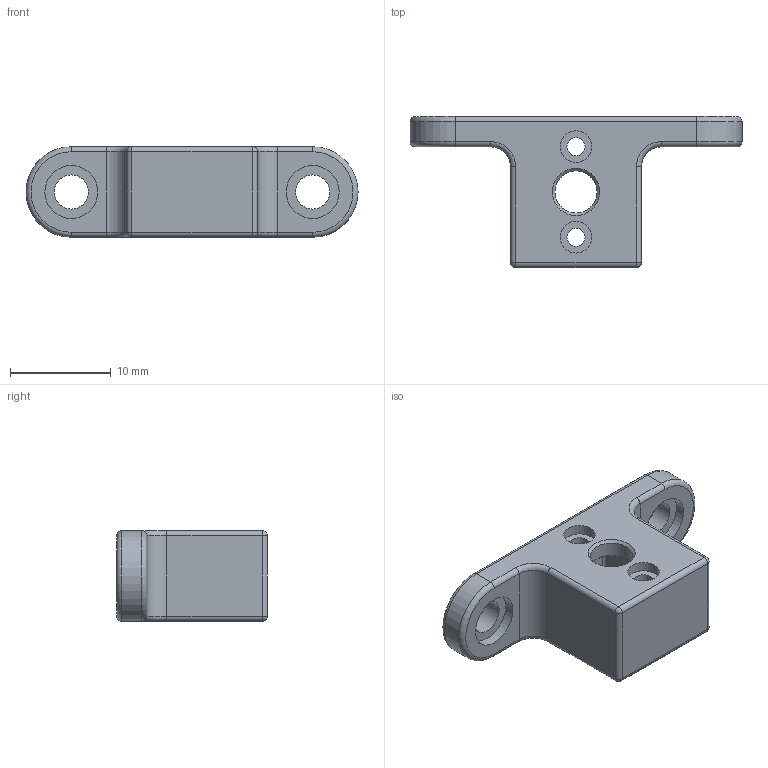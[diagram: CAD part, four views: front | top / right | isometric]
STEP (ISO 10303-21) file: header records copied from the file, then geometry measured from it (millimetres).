
FILE_DESCRIPTION(/* description */ (''),/* implementation_level */ '2;1');
FILE_NAME(/* name */ 'v2motormount.stp',/* time_stamp */ '2024-02-24T11:52:58-06:00',/* author */ ('Eric'),/* organization */ (''),/* preprocessor_version */ 'ST-DEVELOPER v20',/* originating_system */ 'Autodesk Inventor 2024',/* authorisation */ '');
FILE_SCHEMA (('AUTOMOTIVE_DESIGN { 1 0 10303 214 3 1 1 }'));
Length unit declared in the file: millimetre
Products named in the file (1): v2motormount
Bounding box: 33 x 15 x 9 mm (x, y, z)
Volume: 1214.3 mm3; surface area: 1622.6 mm2
Topology: 1 solids, 1 shells, 70 faces, 151 edges, 89 vertices
Faces by surface type: cylinder 31, plane 21, torus 8, cone 6, sphere 4
Full cylindrical faces by diameter (mm): 1.8 x2, 3.15 x2, 3.4 x2, 4.195 x1, 5.25 x2
Entity records: 1961 total; most frequent: DIRECTION 369, CARTESIAN_POINT 311, ORIENTED_EDGE 302, EDGE_CURVE 151, AXIS2_PLACEMENT_3D 147, VERTEX_POINT 88, EDGE_LOOP 85, CIRCLE 76
